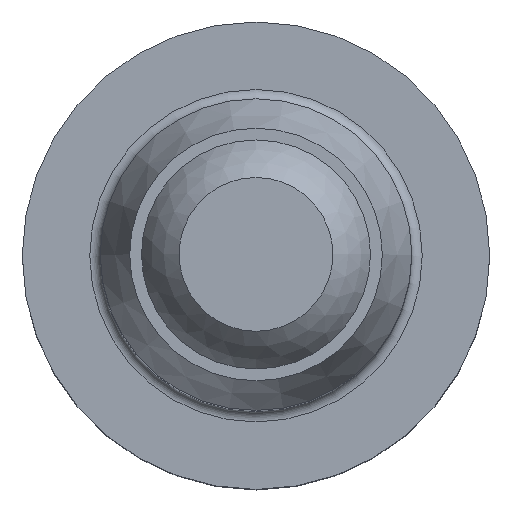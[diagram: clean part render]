
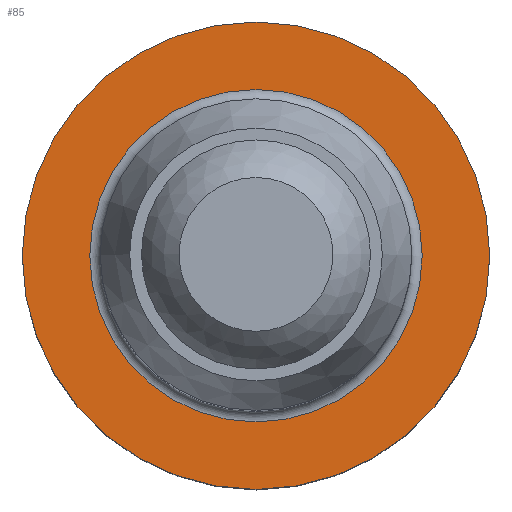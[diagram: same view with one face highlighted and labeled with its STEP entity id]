
A CAD part, top view. The second image highlights one B-rep face of the part: STEP entity #85.
In plain terms, the highlighted planar face has unit normal (0, 0, 1).
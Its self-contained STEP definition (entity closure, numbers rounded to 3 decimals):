
#85 = ADVANCED_FACE( '', ( #176, #177 ), #178, .F. );
#176 = FACE_BOUND( '', #262, .T. );
#177 = FACE_OUTER_BOUND( '', #263, .T. );
#178 = PLANE( '', #264 );
#262 = EDGE_LOOP( '', ( #416 ) );
#263 = EDGE_LOOP( '', ( #417 ) );
#264 = AXIS2_PLACEMENT_3D( '', #418, #419, #420 );
#416 = ORIENTED_EDGE( '', *, *, #497, .T. );
#417 = ORIENTED_EDGE( '', *, *, #500, .F. );
#418 = CARTESIAN_POINT( '', ( 0., 0., 0. ) );
#419 = DIRECTION( '', ( 0., 0., -1. ) );
#420 = DIRECTION( '', ( -1., 0., 0. ) );
#497 = EDGE_CURVE( '', #582, #582, #583, .T. );
#500 = EDGE_CURVE( '', #587, #587, #588, .T. );
#582 = VERTEX_POINT( '', #692 );
#583 = CIRCLE( '', #693, 12.8 );
#587 = VERTEX_POINT( '', #697 );
#588 = CIRCLE( '', #698, 18. );
#692 = CARTESIAN_POINT( '', ( -12.8, 0., 0. ) );
#693 = AXIS2_PLACEMENT_3D( '', #768, #769, #770 );
#697 = CARTESIAN_POINT( '', ( 18., 0., 0. ) );
#698 = AXIS2_PLACEMENT_3D( '', #774, #775, #776 );
#768 = CARTESIAN_POINT( '', ( 0., 0., 0. ) );
#769 = DIRECTION( '', ( 0., 0., -1. ) );
#770 = DIRECTION( '', ( -1., 0., 0. ) );
#774 = CARTESIAN_POINT( '', ( 0., 0., 0. ) );
#775 = DIRECTION( '', ( 0., 0., -1. ) );
#776 = DIRECTION( '', ( 1., 0., 0. ) );
